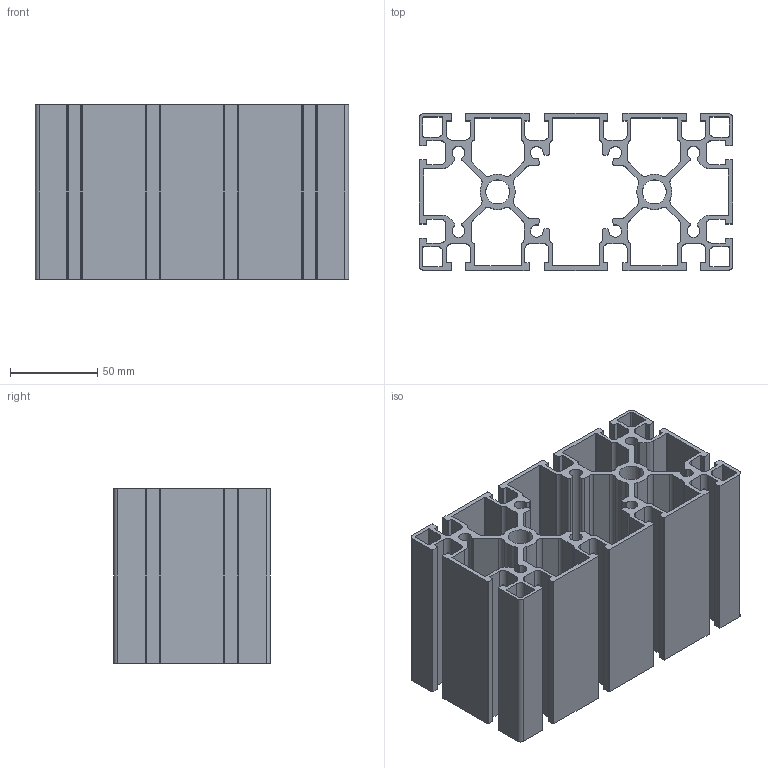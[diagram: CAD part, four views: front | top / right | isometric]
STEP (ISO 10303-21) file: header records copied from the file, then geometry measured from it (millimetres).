
FILE_DESCRIPTION(/* description */ (''),/* implementation_level */ '2;1');
FILE_NAME(/* name */ 'BPRDD0000215.stp',/* time_stamp */ '2017-07-13T11:14:25+02:00',/* author */ ('fzagni'),/* organization */ (''),/* preprocessor_version */ 'ST-DEVELOPER v16.1',/* originating_system */ 'Autodesk Inventor 2016',/* authorisation */ '');
FILE_SCHEMA (('AUTOMOTIVE_DESIGN { 1 0 10303 214 3 1 1 }'));
Length unit declared in the file: millimetre
Products named in the file (1): BPRDD0000215
Bounding box: 180 x 90 x 100 mm (x, y, z)
Volume: 364050 mm3; surface area: 244677.1 mm2
Topology: 1 solids, 1 shells, 408 faces, 1218 edges, 812 vertices
Faces by surface type: cylinder 214, plane 194
Full cylindrical faces by diameter (mm): 13.8 x2
Entity records: 13916 total; most frequent: DIRECTION 2462, CARTESIAN_POINT 2437, ORIENTED_EDGE 2432, EDGE_CURVE 1216, AXIS2_PLACEMENT_3D 837, VERTEX_POINT 812, LINE 788, VECTOR 788
